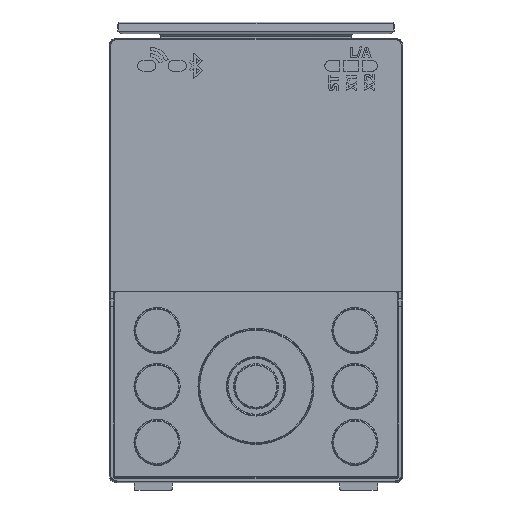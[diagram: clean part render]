
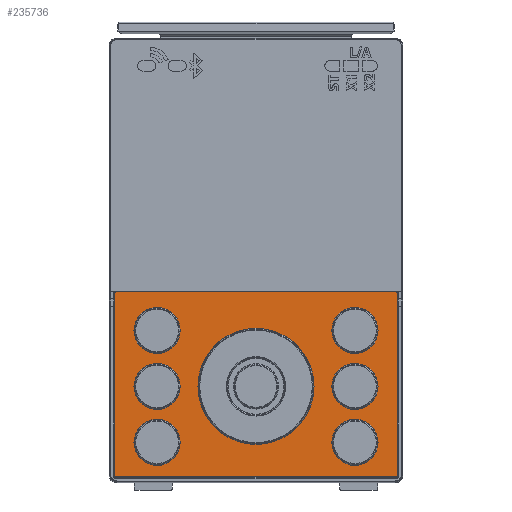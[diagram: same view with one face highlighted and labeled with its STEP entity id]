
A CAD part, top view. The second image highlights one B-rep face of the part: STEP entity #235736.
In plain terms, the highlighted planar face has unit normal (0, 0, 1).
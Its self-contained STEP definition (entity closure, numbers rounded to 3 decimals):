
#226147=CARTESIAN_POINT('',(0.,0.,0.));
#226148=DIRECTION('',(0.,0.,1.));
#226149=DIRECTION('',(1.,0.,0.));
#226150=AXIS2_PLACEMENT_3D('',#226147,#226148,#226149);
#226155=CARTESIAN_POINT('',(0.,0.,0.));
#226156=DIRECTION('',(0.,0.,1.));
#226157=DIRECTION('',(-1.,0.,0.));
#226158=AXIS2_PLACEMENT_3D('',#226155,#226156,#226157);
#226163=CARTESIAN_POINT('',(26.,14.7,0.));
#226164=DIRECTION('',(0.,0.,1.));
#226165=DIRECTION('',(-1.,0.,0.));
#226166=AXIS2_PLACEMENT_3D('',#226163,#226164,#226165);
#226171=CARTESIAN_POINT('',(26.,14.7,0.));
#226172=DIRECTION('',(0.,0.,1.));
#226173=DIRECTION('',(1.,0.,0.));
#226174=AXIS2_PLACEMENT_3D('',#226171,#226172,#226173);
#226179=CARTESIAN_POINT('',(26.,0.,0.));
#226180=DIRECTION('',(0.,0.,1.));
#226181=DIRECTION('',(-1.,0.,0.));
#226182=AXIS2_PLACEMENT_3D('',#226179,#226180,#226181);
#226187=CARTESIAN_POINT('',(26.,0.,0.));
#226188=DIRECTION('',(0.,0.,1.));
#226189=DIRECTION('',(1.,0.,0.));
#226190=AXIS2_PLACEMENT_3D('',#226187,#226188,#226189);
#226195=CARTESIAN_POINT('',(26.,-14.7,0.));
#226196=DIRECTION('',(0.,0.,1.));
#226197=DIRECTION('',(-1.,0.,0.));
#226198=AXIS2_PLACEMENT_3D('',#226195,#226196,#226197);
#226203=CARTESIAN_POINT('',(26.,-14.7,0.));
#226204=DIRECTION('',(0.,0.,1.));
#226205=DIRECTION('',(1.,0.,0.));
#226206=AXIS2_PLACEMENT_3D('',#226203,#226204,#226205);
#226211=CARTESIAN_POINT('',(-26.,14.7,0.));
#226212=DIRECTION('',(0.,0.,1.));
#226213=DIRECTION('',(-1.,0.,0.));
#226214=AXIS2_PLACEMENT_3D('',#226211,#226212,#226213);
#226219=CARTESIAN_POINT('',(-26.,14.7,0.));
#226220=DIRECTION('',(0.,0.,1.));
#226221=DIRECTION('',(1.,0.,0.));
#226222=AXIS2_PLACEMENT_3D('',#226219,#226220,#226221);
#226227=CARTESIAN_POINT('',(-26.,0.,0.));
#226228=DIRECTION('',(0.,0.,1.));
#226229=DIRECTION('',(-1.,0.,0.));
#226230=AXIS2_PLACEMENT_3D('',#226227,#226228,#226229);
#226235=CARTESIAN_POINT('',(-26.,0.,0.));
#226236=DIRECTION('',(0.,0.,1.));
#226237=DIRECTION('',(1.,0.,0.));
#226238=AXIS2_PLACEMENT_3D('',#226235,#226236,#226237);
#226243=CARTESIAN_POINT('',(-26.,-14.7,0.));
#226244=DIRECTION('',(0.,0.,1.));
#226245=DIRECTION('',(-1.,0.,0.));
#226246=AXIS2_PLACEMENT_3D('',#226243,#226244,#226245);
#226251=CARTESIAN_POINT('',(-26.,-14.7,0.));
#226252=DIRECTION('',(0.,0.,1.));
#226253=DIRECTION('',(1.,0.,0.));
#226254=AXIS2_PLACEMENT_3D('',#226251,#226252,#226253);
#226291=CARTESIAN_POINT('',(36.9,-23.6,0.));
#226292=DIRECTION('',(0.,0.,1.));
#226293=DIRECTION('',(0.,-1.,0.));
#226294=AXIS2_PLACEMENT_3D('',#226291,#226292,#226293);
#226299=DIRECTION('',(1.,0.,0.));
#226300=VECTOR('',#226299,73.8);
#226301=CARTESIAN_POINT('',(-36.9,-23.8,0.));
#226302=LINE('',#226301,#226300);
#226306=CARTESIAN_POINT('',(-36.9,-23.6,0.));
#226307=DIRECTION('',(0.,0.,1.));
#226308=DIRECTION('',(-1.,0.,0.));
#226309=AXIS2_PLACEMENT_3D('',#226306,#226307,#226308);
#226314=DIRECTION('',(0.,-1.,0.));
#226315=VECTOR('',#226314,48.2);
#226316=CARTESIAN_POINT('',(-37.1,24.6,0.));
#226317=LINE('',#226316,#226315);
#226321=CARTESIAN_POINT('',(-36.9,24.6,0.));
#226322=DIRECTION('',(0.,0.,1.));
#226323=DIRECTION('',(0.,1.,0.));
#226324=AXIS2_PLACEMENT_3D('',#226321,#226322,#226323);
#226329=DIRECTION('',(-1.,0.,0.));
#226330=VECTOR('',#226329,73.8);
#226331=CARTESIAN_POINT('',(36.9,24.8,0.));
#226332=LINE('',#226331,#226330);
#226336=CARTESIAN_POINT('',(36.9,24.6,0.));
#226337=DIRECTION('',(0.,0.,1.));
#226338=DIRECTION('',(1.,0.,0.));
#226339=AXIS2_PLACEMENT_3D('',#226336,#226337,#226338);
#226344=DIRECTION('',(0.,1.,0.));
#226345=VECTOR('',#226344,48.2);
#226346=CARTESIAN_POINT('',(37.1,-23.6,0.));
#226347=LINE('',#226346,#226345);
#227733=CARTESIAN_POINT('',(37.1,24.6,0.));
#227734=VERTEX_POINT('',#227733);
#227735=CARTESIAN_POINT('',(36.9,24.8,0.));
#227736=VERTEX_POINT('',#227735);
#227741=CARTESIAN_POINT('',(-37.1,-23.6,0.));
#227742=VERTEX_POINT('',#227741);
#227743=CARTESIAN_POINT('',(-36.9,-23.8,0.));
#227744=VERTEX_POINT('',#227743);
#227753=CARTESIAN_POINT('',(36.9,-23.8,0.));
#227754=VERTEX_POINT('',#227753);
#227755=CARTESIAN_POINT('',(37.1,-23.6,0.));
#227756=VERTEX_POINT('',#227755);
#227757=CARTESIAN_POINT('',(-36.9,24.8,0.));
#227758=VERTEX_POINT('',#227757);
#227759=CARTESIAN_POINT('',(-37.1,24.6,0.));
#227760=VERTEX_POINT('',#227759);
#228071=CARTESIAN_POINT('',(15.258,0.,0.));
#228072=CARTESIAN_POINT('',(-15.258,0.,0.));
#228073=VERTEX_POINT('',#228071);
#228074=VERTEX_POINT('',#228072);
#228095=CARTESIAN_POINT('',(19.942,14.7,0.));
#228096=CARTESIAN_POINT('',(32.058,14.7,0.));
#228097=VERTEX_POINT('',#228095);
#228098=VERTEX_POINT('',#228096);
#228103=CARTESIAN_POINT('',(19.942,0.,0.));
#228104=CARTESIAN_POINT('',(32.058,0.,0.));
#228105=VERTEX_POINT('',#228103);
#228106=VERTEX_POINT('',#228104);
#228111=CARTESIAN_POINT('',(19.942,-14.7,0.));
#228112=CARTESIAN_POINT('',(32.058,-14.7,0.));
#228113=VERTEX_POINT('',#228111);
#228114=VERTEX_POINT('',#228112);
#228119=CARTESIAN_POINT('',(-32.058,14.7,0.));
#228120=CARTESIAN_POINT('',(-19.942,14.7,0.));
#228121=VERTEX_POINT('',#228119);
#228122=VERTEX_POINT('',#228120);
#228127=CARTESIAN_POINT('',(-32.058,0.,0.));
#228128=CARTESIAN_POINT('',(-19.942,0.,0.));
#228129=VERTEX_POINT('',#228127);
#228130=VERTEX_POINT('',#228128);
#228135=CARTESIAN_POINT('',(-32.058,-14.7,0.));
#228136=CARTESIAN_POINT('',(-19.942,-14.7,0.));
#228137=VERTEX_POINT('',#228135);
#228138=VERTEX_POINT('',#228136);
#235679=CARTESIAN_POINT('',(0.,0.,0.));
#235680=DIRECTION('',(0.,0.,1.));
#235681=DIRECTION('',(1.,0.,0.));
#235682=AXIS2_PLACEMENT_3D('',#235679,#235680,#235681);
#235683=PLANE('',#235682);
#235684=ORIENTED_EDGE('',*,*,#235530,.F.);
#235685=ORIENTED_EDGE('',*,*,#235550,.F.);
#235686=ORIENTED_EDGE('',*,*,#235572,.F.);
#235687=ORIENTED_EDGE('',*,*,#235594,.F.);
#235688=ORIENTED_EDGE('',*,*,#235614,.F.);
#235689=ORIENTED_EDGE('',*,*,#235633,.F.);
#235690=ORIENTED_EDGE('',*,*,#235487,.F.);
#235691=ORIENTED_EDGE('',*,*,#235510,.F.);
#235692=EDGE_LOOP('',(#235684,#235685,#235686,#235687,#235688,#235689,#235690,
#235691));
#235693=FACE_OUTER_BOUND('',#235692,.F.);
#235695=ORIENTED_EDGE('',*,*,#235694,.T.);
#235697=ORIENTED_EDGE('',*,*,#235696,.T.);
#235698=EDGE_LOOP('',(#235695,#235697));
#235699=FACE_BOUND('',#235698,.F.);
#235701=ORIENTED_EDGE('',*,*,#235700,.T.);
#235703=ORIENTED_EDGE('',*,*,#235702,.T.);
#235704=EDGE_LOOP('',(#235701,#235703));
#235705=FACE_BOUND('',#235704,.F.);
#235707=ORIENTED_EDGE('',*,*,#235706,.T.);
#235709=ORIENTED_EDGE('',*,*,#235708,.T.);
#235710=EDGE_LOOP('',(#235707,#235709));
#235711=FACE_BOUND('',#235710,.F.);
#235713=ORIENTED_EDGE('',*,*,#235712,.T.);
#235715=ORIENTED_EDGE('',*,*,#235714,.T.);
#235716=EDGE_LOOP('',(#235713,#235715));
#235717=FACE_BOUND('',#235716,.F.);
#235719=ORIENTED_EDGE('',*,*,#235718,.T.);
#235721=ORIENTED_EDGE('',*,*,#235720,.T.);
#235722=EDGE_LOOP('',(#235719,#235721));
#235723=FACE_BOUND('',#235722,.F.);
#235725=ORIENTED_EDGE('',*,*,#235724,.T.);
#235727=ORIENTED_EDGE('',*,*,#235726,.T.);
#235728=EDGE_LOOP('',(#235725,#235727));
#235729=FACE_BOUND('',#235728,.F.);
#235731=ORIENTED_EDGE('',*,*,#235730,.T.);
#235733=ORIENTED_EDGE('',*,*,#235732,.T.);
#235734=EDGE_LOOP('',(#235731,#235733));
#235735=FACE_BOUND('',#235734,.F.);
#235736=ADVANCED_FACE('',(#235693,#235699,#235705,#235711,#235717,#235723,
#235729,#235735),#235683,.T.);
#226151=CIRCLE('',#226150,15.258);
#226159=CIRCLE('',#226158,15.258);
#226167=CIRCLE('',#226166,6.058);
#226175=CIRCLE('',#226174,6.058);
#226183=CIRCLE('',#226182,6.058);
#226191=CIRCLE('',#226190,6.058);
#226199=CIRCLE('',#226198,6.058);
#226207=CIRCLE('',#226206,6.058);
#226215=CIRCLE('',#226214,6.058);
#226223=CIRCLE('',#226222,6.058);
#226231=CIRCLE('',#226230,6.058);
#226239=CIRCLE('',#226238,6.058);
#226247=CIRCLE('',#226246,6.058);
#226255=CIRCLE('',#226254,6.058);
#226295=CIRCLE('',#226294,0.2);
#226310=CIRCLE('',#226309,0.2);
#226325=CIRCLE('',#226324,0.2);
#226340=CIRCLE('',#226339,0.2);
#235487=EDGE_CURVE('',#227734,#227736,#226340,.T.);
#235510=EDGE_CURVE('',#227756,#227734,#226347,.T.);
#235530=EDGE_CURVE('',#227754,#227756,#226295,.T.);
#235550=EDGE_CURVE('',#227744,#227754,#226302,.T.);
#235572=EDGE_CURVE('',#227742,#227744,#226310,.T.);
#235594=EDGE_CURVE('',#227760,#227742,#226317,.T.);
#235614=EDGE_CURVE('',#227758,#227760,#226325,.T.);
#235633=EDGE_CURVE('',#227736,#227758,#226332,.T.);
#235694=EDGE_CURVE('',#228073,#228074,#226151,.T.);
#235696=EDGE_CURVE('',#228074,#228073,#226159,.T.);
#235700=EDGE_CURVE('',#228097,#228098,#226167,.T.);
#235702=EDGE_CURVE('',#228098,#228097,#226175,.T.);
#235706=EDGE_CURVE('',#228105,#228106,#226183,.T.);
#235708=EDGE_CURVE('',#228106,#228105,#226191,.T.);
#235712=EDGE_CURVE('',#228113,#228114,#226199,.T.);
#235714=EDGE_CURVE('',#228114,#228113,#226207,.T.);
#235718=EDGE_CURVE('',#228121,#228122,#226215,.T.);
#235720=EDGE_CURVE('',#228122,#228121,#226223,.T.);
#235724=EDGE_CURVE('',#228129,#228130,#226231,.T.);
#235726=EDGE_CURVE('',#228130,#228129,#226239,.T.);
#235730=EDGE_CURVE('',#228137,#228138,#226247,.T.);
#235732=EDGE_CURVE('',#228138,#228137,#226255,.T.);
